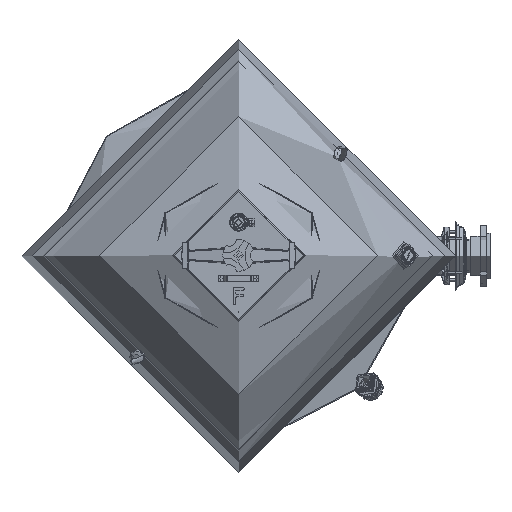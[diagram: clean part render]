
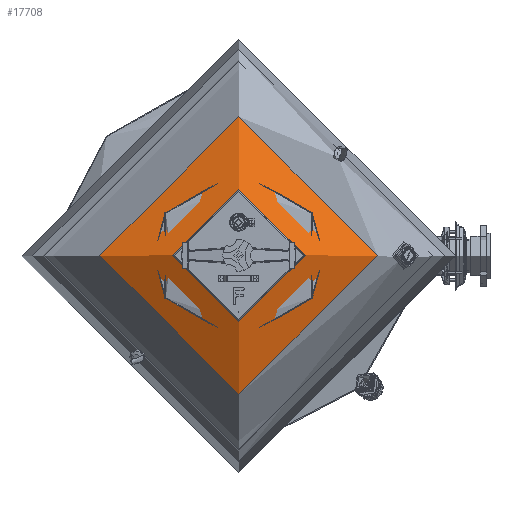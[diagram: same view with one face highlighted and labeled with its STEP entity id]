
A CAD part, top view. The second image highlights one B-rep face of the part: STEP entity #17708.
In plain terms, the highlighted free-form (B-spline) face has degree [3, 3] with [4, 7] control points.
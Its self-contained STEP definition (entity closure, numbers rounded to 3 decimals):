
#17708 = ADVANCED_FACE( '', ( #26615, #26616 ), #26617, .T. );
#26615 = FACE_OUTER_BOUND( '', #30010, .T. );
#26616 = FACE_OUTER_BOUND( '', #30011, .T. );
#26617 = ( BOUNDED_SURFACE(  )B_SPLINE_SURFACE( 3, 3, ( ( #30014, #30015, #30016, #30017, #30018, #30019, #30020 ), ( #30021, #30022, #30023, #30024, #30025, #30026, #30027 ), ( #30028, #30029, #30030, #30031, #30032, #30033, #30034 ), ( #30035, #30036, #30037, #30038, #30039, #30040, #30041 ) ), .UNSPECIFIED., .F., .T., .F. )B_SPLINE_SURFACE_WITH_KNOTS( ( 4, 4 ), ( 4, 3, 4 ), ( 0., 6.283 ), ( -1.356, -1.255, -1.155 ), .UNSPECIFIED. )GEOMETRIC_REPRESENTATION_ITEM(  )RATIONAL_B_SPLINE_SURFACE( ( ( 1., 0.333, 0.333, 1., 0.333, 0.333, 1. ), ( 0.997, 0.332, 0.332, 0.997, 0.332, 0.332, 0.997 ), ( 0.997, 0.332, 0.332, 0.997, 0.332, 0.332, 0.997 ), ( 1., 0.333, 0.333, 1., 0.333, 0.333, 1. ) ) )REPRESENTATION_ITEM( '' )SURFACE(  ) );
#30010 = EDGE_LOOP( '', ( #34922 ) );
#30011 = EDGE_LOOP( '', ( #34923 ) );
#30014 = CARTESIAN_POINT( '', ( -522.303, 0., 717.37 ) );
#30015 = CARTESIAN_POINT( '', ( -522.303, 1044.607, 717.37 ) );
#30016 = CARTESIAN_POINT( '', ( 522.303, 1044.607, 717.37 ) );
#30017 = CARTESIAN_POINT( '', ( 522.303, 0., 717.37 ) );
#30018 = CARTESIAN_POINT( '', ( 522.303, -1044.607, 717.37 ) );
#30019 = CARTESIAN_POINT( '', ( -522.303, -1044.607, 717.37 ) );
#30020 = CARTESIAN_POINT( '', ( -522.303, 0., 717.37 ) );
#30021 = CARTESIAN_POINT( '', ( -434.677, 0., 756.101 ) );
#30022 = CARTESIAN_POINT( '', ( -434.677, 869.354, 756.101 ) );
#30023 = CARTESIAN_POINT( '', ( 434.677, 869.354, 756.101 ) );
#30024 = CARTESIAN_POINT( '', ( 434.677, 0., 756.101 ) );
#30025 = CARTESIAN_POINT( '', ( 434.677, -869.354, 756.101 ) );
#30026 = CARTESIAN_POINT( '', ( -434.677, -869.354, 756.101 ) );
#30027 = CARTESIAN_POINT( '', ( -434.677, 0., 756.101 ) );
#30028 = CARTESIAN_POINT( '', ( -343.602, 0., 785.829 ) );
#30029 = CARTESIAN_POINT( '', ( -343.602, 687.204, 785.829 ) );
#30030 = CARTESIAN_POINT( '', ( 343.602, 687.204, 785.829 ) );
#30031 = CARTESIAN_POINT( '', ( 343.602, 0., 785.829 ) );
#30032 = CARTESIAN_POINT( '', ( 343.602, -687.204, 785.829 ) );
#30033 = CARTESIAN_POINT( '', ( -343.602, -687.204, 785.829 ) );
#30034 = CARTESIAN_POINT( '', ( -343.602, 0., 785.829 ) );
#30035 = CARTESIAN_POINT( '', ( -250., 0., 806.254 ) );
#30036 = CARTESIAN_POINT( '', ( -250., 500., 806.254 ) );
#30037 = CARTESIAN_POINT( '', ( 250., 500., 806.254 ) );
#30038 = CARTESIAN_POINT( '', ( 250., 0., 806.254 ) );
#30039 = CARTESIAN_POINT( '', ( 250., -500., 806.254 ) );
#30040 = CARTESIAN_POINT( '', ( -250., -500., 806.254 ) );
#30041 = CARTESIAN_POINT( '', ( -250., 0., 806.254 ) );
#34922 = ORIENTED_EDGE( '', *, *, #68877, .F. );
#34923 = ORIENTED_EDGE( '', *, *, #68879, .F. );
#68877 = EDGE_CURVE( '', #72409, #72409, #72410, .T. );
#68879 = EDGE_CURVE( '', #72413, #72413, #72414, .F. );
#72409 = VERTEX_POINT( '', #73459 );
#72410 = CIRCLE( '', #73460, 522.303 );
#72413 = VERTEX_POINT( '', #73555 );
#72414 = CIRCLE( '', #73556, 250. );
#73459 = CARTESIAN_POINT( '', ( -522.303, 0., 717.37 ) );
#73460 = AXIS2_PLACEMENT_3D( '', #73874, #73875, #73876 );
#73555 = CARTESIAN_POINT( '', ( -250., 0., 806.254 ) );
#73556 = AXIS2_PLACEMENT_3D( '', #73877, #73878, #73879 );
#73874 = CARTESIAN_POINT( '', ( 0., 0., 717.37 ) );
#73875 = DIRECTION( '', ( 0., 0., -1. ) );
#73876 = DIRECTION( '', ( -1., 0., 0. ) );
#73877 = CARTESIAN_POINT( '', ( 0., 0., 806.254 ) );
#73878 = DIRECTION( '', ( 0., 0., -1. ) );
#73879 = DIRECTION( '', ( -1., 0., 0. ) );
